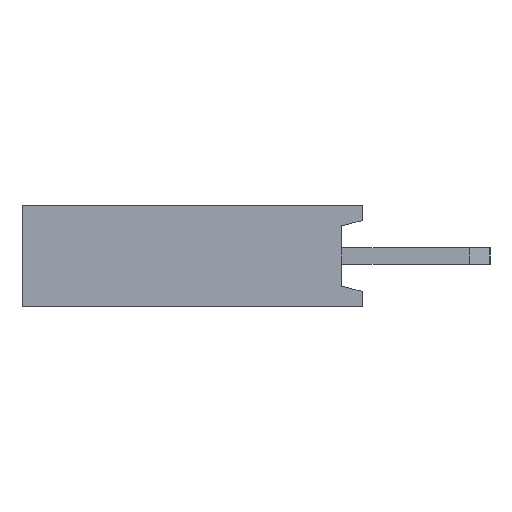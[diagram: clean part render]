
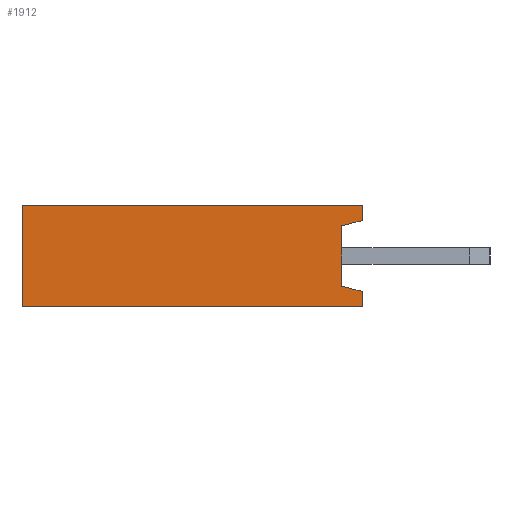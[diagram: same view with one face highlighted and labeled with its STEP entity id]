
A CAD part, left-side view. The second image highlights one B-rep face of the part: STEP entity #1912.
In plain terms, the highlighted planar face has unit normal (-1, 0, 0).
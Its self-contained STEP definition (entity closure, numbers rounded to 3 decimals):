
#23 = VECTOR ( 'NONE', #1766, 1000. ) ;
#94 = DIRECTION ( 'NONE',  ( 0., 0., 1. ) ) ;
#126 = DIRECTION ( 'NONE',  ( 0., 0., 1. ) ) ;
#326 = ORIENTED_EDGE ( 'NONE', *, *, #6876, .T. ) ;
#423 = VECTOR ( 'NONE', #7343, 1000. ) ;
#552 = DIRECTION ( 'NONE',  ( 0., -0.966, 0.259 ) ) ;
#570 = LINE ( 'NONE', #7440, #10447 ) ;
#579 = EDGE_LOOP ( 'NONE', ( #5292, #5787, #1677, #11122, #5904, #326, #11930, #2122 ) ) ;
#606 = CARTESIAN_POINT ( 'NONE',  ( -28.194, 8.509, 1.27 ) ) ;
#680 = VECTOR ( 'NONE', #552, 1000. ) ;
#853 = DIRECTION ( 'NONE',  ( 0., 0.966, 0.259 ) ) ;
#1091 = EDGE_CURVE ( 'NONE', #8310, #1942, #10601, .T. ) ;
#1350 = EDGE_CURVE ( 'NONE', #8028, #2651, #8251, .T. ) ;
#1364 = CARTESIAN_POINT ( 'NONE',  ( -28.194, 8.509, -1.27 ) ) ;
#1434 = CARTESIAN_POINT ( 'NONE',  ( -28.194, 0., 1.27 ) ) ;
#1637 = CARTESIAN_POINT ( 'NONE',  ( -28.194, 8.509, 1.27 ) ) ;
#1677 = ORIENTED_EDGE ( 'NONE', *, *, #5461, .T. ) ;
#1766 = DIRECTION ( 'NONE',  ( 0., 0., 1. ) ) ;
#1912 = ADVANCED_FACE ( 'NONE', ( #7105 ), #6259, .T. ) ;
#1942 = VERTEX_POINT ( 'NONE', #7169 ) ;
#2122 = ORIENTED_EDGE ( 'NONE', *, *, #4537, .T. ) ;
#2321 = CARTESIAN_POINT ( 'NONE',  ( -28.194, 0., -1.27 ) ) ;
#2651 = VERTEX_POINT ( 'NONE', #2321 ) ;
#2699 = CARTESIAN_POINT ( 'NONE',  ( -28.194, 0., 1.27 ) ) ;
#2852 = LINE ( 'NONE', #3900, #12289 ) ;
#3900 = CARTESIAN_POINT ( 'NONE',  ( -28.194, 0.508, -0.753 ) ) ;
#3953 = CARTESIAN_POINT ( 'NONE',  ( -28.194, 8.509, -1.27 ) ) ;
#4186 = EDGE_CURVE ( 'NONE', #11437, #8028, #7413, .T. ) ;
#4537 = EDGE_CURVE ( 'NONE', #10176, #11437, #12378, .T. ) ;
#4559 = DIRECTION ( 'NONE',  ( 0., 0., -1. ) ) ;
#4644 = LINE ( 'NONE', #7685, #23 ) ;
#4755 = CARTESIAN_POINT ( 'NONE',  ( -28.194, 0.508, 0.753 ) ) ;
#4774 = EDGE_CURVE ( 'NONE', #1942, #11113, #2852, .T. ) ;
#5292 = ORIENTED_EDGE ( 'NONE', *, *, #4186, .T. ) ;
#5461 = EDGE_CURVE ( 'NONE', #2651, #8310, #4644, .T. ) ;
#5654 = CARTESIAN_POINT ( 'NONE',  ( -28.194, 0., -0.889 ) ) ;
#5787 = ORIENTED_EDGE ( 'NONE', *, *, #1350, .T. ) ;
#5904 = ORIENTED_EDGE ( 'NONE', *, *, #4774, .T. ) ;
#5984 = VECTOR ( 'NONE', #853, 1000. ) ;
#6259 = PLANE ( 'NONE',  #10127 ) ;
#6429 = VECTOR ( 'NONE', #4559, 1000. ) ;
#6524 = LINE ( 'NONE', #4755, #680 ) ;
#6558 = DIRECTION ( 'NONE',  ( 0., -1., 0. ) ) ;
#6876 = EDGE_CURVE ( 'NONE', #11113, #11048, #6524, .T. ) ;
#7105 = FACE_OUTER_BOUND ( 'NONE', #579, .T. ) ;
#7169 = CARTESIAN_POINT ( 'NONE',  ( -28.194, 0.508, -0.753 ) ) ;
#7339 = CARTESIAN_POINT ( 'NONE',  ( -28.194, 0.508, 0.753 ) ) ;
#7343 = DIRECTION ( 'NONE',  ( 0., 1., 0. ) ) ;
#7413 = LINE ( 'NONE', #606, #6429 ) ;
#7440 = CARTESIAN_POINT ( 'NONE',  ( -28.194, 0., 0.889 ) ) ;
#7496 = CARTESIAN_POINT ( 'NONE',  ( -28.194, 0., -0.889 ) ) ;
#7631 = VECTOR ( 'NONE', #6558, 1000. ) ;
#7685 = CARTESIAN_POINT ( 'NONE',  ( -28.194, 0., -1.27 ) ) ;
#8028 = VERTEX_POINT ( 'NONE', #3953 ) ;
#8251 = LINE ( 'NONE', #1364, #7631 ) ;
#8310 = VERTEX_POINT ( 'NONE', #7496 ) ;
#10100 = CARTESIAN_POINT ( 'NONE',  ( -28.194, 0., 0. ) ) ;
#10127 = AXIS2_PLACEMENT_3D ( 'NONE', #10100, #12209, #94 ) ;
#10141 = EDGE_CURVE ( 'NONE', #11048, #10176, #570, .T. ) ;
#10150 = CARTESIAN_POINT ( 'NONE',  ( -28.194, 0., 0.889 ) ) ;
#10176 = VERTEX_POINT ( 'NONE', #2699 ) ;
#10447 = VECTOR ( 'NONE', #11697, 1000. ) ;
#10601 = LINE ( 'NONE', #5654, #5984 ) ;
#11048 = VERTEX_POINT ( 'NONE', #10150 ) ;
#11113 = VERTEX_POINT ( 'NONE', #7339 ) ;
#11122 = ORIENTED_EDGE ( 'NONE', *, *, #1091, .T. ) ;
#11437 = VERTEX_POINT ( 'NONE', #1637 ) ;
#11697 = DIRECTION ( 'NONE',  ( 0., 0., 1. ) ) ;
#11930 = ORIENTED_EDGE ( 'NONE', *, *, #10141, .T. ) ;
#12209 = DIRECTION ( 'NONE',  ( -1., 0., 0. ) ) ;
#12289 = VECTOR ( 'NONE', #126, 1000. ) ;
#12378 = LINE ( 'NONE', #1434, #423 ) ;
